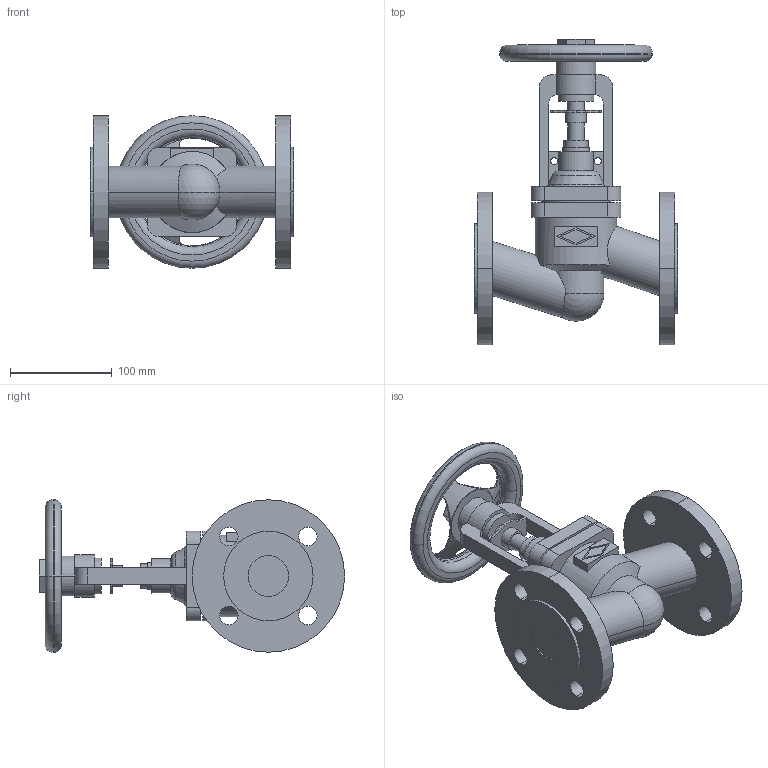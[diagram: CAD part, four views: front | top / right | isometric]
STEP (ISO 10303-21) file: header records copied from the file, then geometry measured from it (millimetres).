
FILE_DESCRIPTION(('OneSpaceDesigner STEP Export'),'2;1');
FILE_NAME('c000003710.stp','2009-06-16T12:01:05',(''),(''),'OneSpace Designer STEP processor for AP214 (Solid Model)','OneSpace Modeling 15.50B 03-Nov-2007 (C) CoCreate Software GmbH','');
FILE_SCHEMA(('AUTOMOTIVE_DESIGN { 1 0 10303 214 1 1 1 1 }'));
Length unit declared in the file: millimetre
Products named in the file (2): 1
Assembly tree (1 placements, depth 2):
  1
    1
Bounding box: 200 x 300.35 x 150 mm (x, y, z)
Volume: 1627538.9 mm3; surface area: 213463.1 mm2
Topology: 1 solids, 1 shells, 198 faces, 526 edges, 343 vertices
Faces by surface type: cylinder 93, plane 79, torus 14, cone 10, sphere 2
Entity records: 10668 total; most frequent: CARTESIAN_POINT 4459, ORIENTED_EDGE 1048, DIRECTION 851, EDGE_CURVE 524, VERTEX_POINT 343, AXIS2_PLACEMENT_3D 307, EDGE_LOOP 243, VECTOR 237
